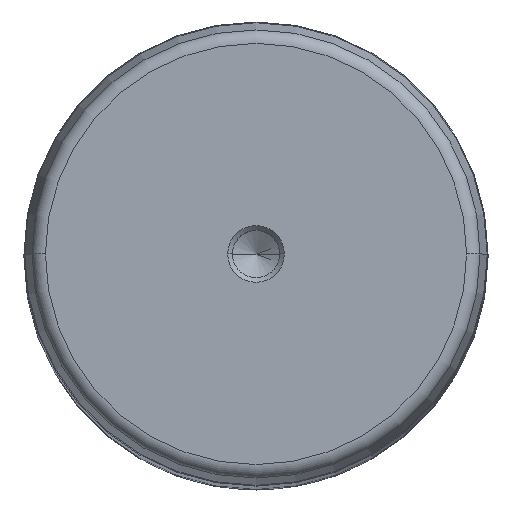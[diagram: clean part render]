
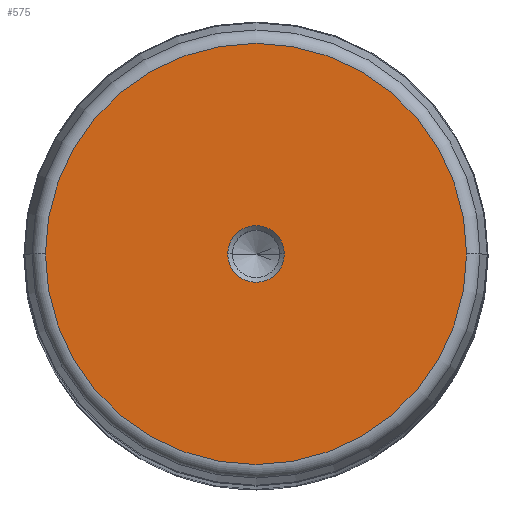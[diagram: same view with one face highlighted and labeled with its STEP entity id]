
A CAD part, top view. The second image highlights one B-rep face of the part: STEP entity #575.
In plain terms, the highlighted planar face has unit normal (0, 0, 1).
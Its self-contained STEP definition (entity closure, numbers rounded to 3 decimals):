
#48 = PLANE ( 'NONE',  #1707 ) ;
#67 = DIRECTION ( 'NONE',  ( 0., 0., 1. ) ) ;
#89 = CARTESIAN_POINT ( 'NONE',  ( -6.1, 0., 500. ) ) ;
#178 = EDGE_LOOP ( 'NONE', ( #2892, #1089 ) ) ;
#278 = DIRECTION ( 'NONE',  ( 0., 0., -1. ) ) ;
#334 = DIRECTION ( 'NONE',  ( 1., 0., 0. ) ) ;
#377 = CARTESIAN_POINT ( 'NONE',  ( 0., 0., 500. ) ) ;
#393 = CIRCLE ( 'NONE', #1827, 45.379 ) ;
#474 = ORIENTED_EDGE ( 'NONE', *, *, #3709, .T. ) ;
#547 = CIRCLE ( 'NONE', #2029, 6.1 ) ;
#575 = ADVANCED_FACE ( 'NONE', ( #3454, #954 ), #48, .T. ) ;
#632 = VERTEX_POINT ( 'NONE', #924 ) ;
#676 = DIRECTION ( 'NONE',  ( 0., 0., -1. ) ) ;
#717 = VERTEX_POINT ( 'NONE', #89 ) ;
#846 = DIRECTION ( 'NONE',  ( 1., 0., 0. ) ) ;
#869 = EDGE_LOOP ( 'NONE', ( #1471, #474 ) ) ;
#870 = EDGE_CURVE ( 'NONE', #1871, #717, #547, .T. ) ;
#924 = CARTESIAN_POINT ( 'NONE',  ( 45.379, 0., 500. ) ) ;
#954 = FACE_OUTER_BOUND ( 'NONE', #178, .T. ) ;
#967 = DIRECTION ( 'NONE',  ( -1., 0., 0. ) ) ;
#999 = AXIS2_PLACEMENT_3D ( 'NONE', #2272, #278, #846 ) ;
#1082 = EDGE_CURVE ( 'NONE', #632, #3423, #393, .T. ) ;
#1089 = ORIENTED_EDGE ( 'NONE', *, *, #1082, .F. ) ;
#1337 = CIRCLE ( 'NONE', #999, 6.1 ) ;
#1471 = ORIENTED_EDGE ( 'NONE', *, *, #870, .T. ) ;
#1527 = DIRECTION ( 'NONE',  ( 0., 0., -1. ) ) ;
#1707 = AXIS2_PLACEMENT_3D ( 'NONE', #2056, #67, #334 ) ;
#1827 = AXIS2_PLACEMENT_3D ( 'NONE', #377, #676, #967 ) ;
#1871 = VERTEX_POINT ( 'NONE', #2890 ) ;
#2029 = AXIS2_PLACEMENT_3D ( 'NONE', #2055, #3474, #2616 ) ;
#2055 = CARTESIAN_POINT ( 'NONE',  ( 0., 0., 500. ) ) ;
#2056 = CARTESIAN_POINT ( 'NONE',  ( 0., 0., 500. ) ) ;
#2272 = CARTESIAN_POINT ( 'NONE',  ( 0., 0., 500. ) ) ;
#2616 = DIRECTION ( 'NONE',  ( 1., 0., 0. ) ) ;
#2649 = EDGE_CURVE ( 'NONE', #3423, #632, #2824, .T. ) ;
#2824 = CIRCLE ( 'NONE', #3632, 45.379 ) ;
#2890 = CARTESIAN_POINT ( 'NONE',  ( 6.1, 0., 500. ) ) ;
#2892 = ORIENTED_EDGE ( 'NONE', *, *, #2649, .F. ) ;
#2927 = DIRECTION ( 'NONE',  ( -1., 0., 0. ) ) ;
#2936 = CARTESIAN_POINT ( 'NONE',  ( 0., 0., 500. ) ) ;
#2990 = CARTESIAN_POINT ( 'NONE',  ( -45.379, 0., 500. ) ) ;
#3423 = VERTEX_POINT ( 'NONE', #2990 ) ;
#3454 = FACE_BOUND ( 'NONE', #869, .T. ) ;
#3474 = DIRECTION ( 'NONE',  ( 0., 0., -1. ) ) ;
#3632 = AXIS2_PLACEMENT_3D ( 'NONE', #2936, #1527, #2927 ) ;
#3709 = EDGE_CURVE ( 'NONE', #717, #1871, #1337, .T. ) ;
